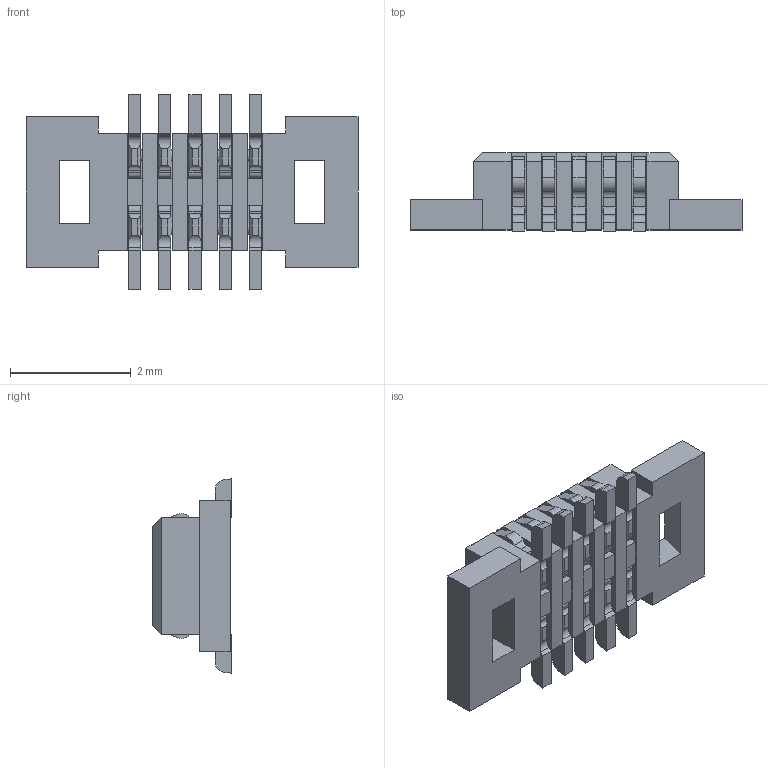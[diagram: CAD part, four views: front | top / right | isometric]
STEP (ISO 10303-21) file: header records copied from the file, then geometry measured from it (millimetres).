
FILE_DESCRIPTION((''),'2;1');
FILE_NAME('FBB05001-M_ASM','2026-02-04T18:21:23',('gongchengVV'),(''),'CREO PARAMETRIC BY PTC INC, 2020033','CREO PARAMETRIC BY PTC INC, 2020033','');
FILE_SCHEMA(('AUTOMOTIVE_DESIGN { 1 0 10303 214 1 1 1 1 }'));
Length unit declared in the file: millimetre
Products named in the file (1): FBB05001-M_ASM
Bounding box: 5.5 x 1.3 x 3.23 mm (x, y, z)
Volume: 10.2 mm3; surface area: 84.7 mm2
Topology: 1 solids, 1 shells, 458 faces, 1350 edges, 892 vertices
Faces by surface type: plane 288, cylinder 170
Entity records: 15542 total; most frequent: CARTESIAN_POINT 3012, ORIENTED_EDGE 2700, DIRECTION 2546, EDGE_CURVE 1350, VECTOR 950, LINE 950, VERTEX_POINT 892, AXIS2_PLACEMENT_3D 798
